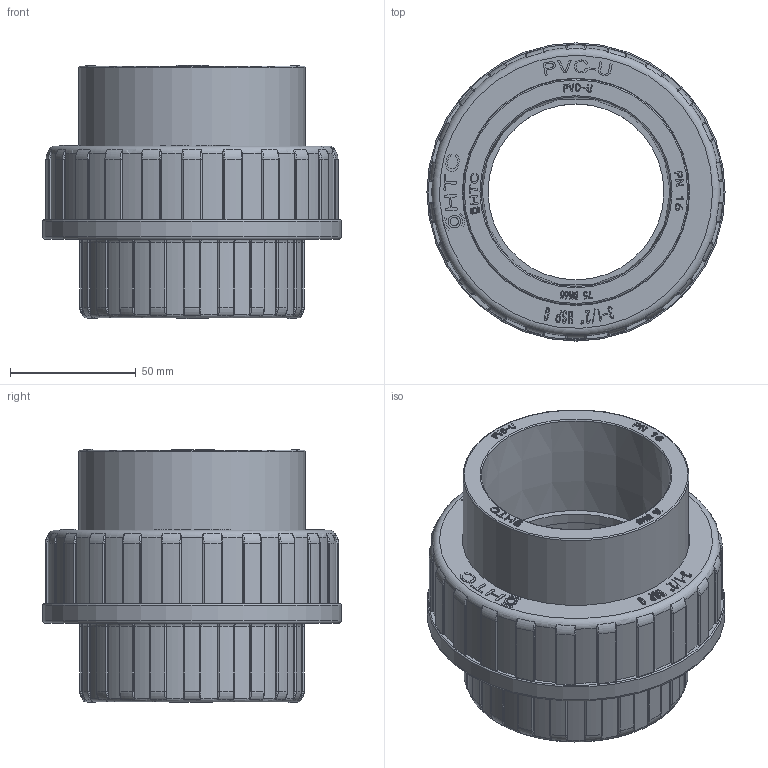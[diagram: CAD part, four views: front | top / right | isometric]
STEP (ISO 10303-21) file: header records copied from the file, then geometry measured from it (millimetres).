
FILE_DESCRIPTION(/* description */ (''),/* implementation_level */ '2;1');
FILE_NAME(/* name */ '75V型活接24.2.19-1.stp',/* time_stamp */ '2024-02-19T08:32:09+08:00',/* author */ (''),/* organization */ (''),/* preprocessor_version */ 'ST-DEVELOPER v16',/* originating_system */ 'SIEMENS PLM Software NX 10.0',/* authorisation */ '');
FILE_SCHEMA (('AUTOMOTIVE_DESIGN { 1 0 10303 214 3 1 1 1 }'));
Length unit declared in the file: millimetre
Products named in the file (1): gelv17B0BB4E2tkz
Bounding box: 118.7 x 118.7 x 100.8 mm (x, y, z)
Volume: 226686.2 mm3; surface area: 117601.6 mm2
Topology: 3 solids, 4 shells, 2748 faces, 7745 edges, 5094 vertices
Faces by surface type: plane 2235, cylinder 259, torus 134, bspline 88, extrusion 30, cone 2
Full cylindrical faces by diameter (mm): 1.56 x2, 2.34 x2, 3.32 x1, 4.98 x1, 70 x2, 80 x2, 90 x3, 90.5 x1, 96 x1, 97 x1, 97.372 x8, 100.33 x11, 118.7 x1
Entity records: 96653 total; most frequent: CARTESIAN_POINT 27020, ORIENTED_EDGE 15286, DIRECTION 13029, EDGE_CURVE 7643, VECTOR 6557, LINE 6527, VERTEX_POINT 5045, AXIS2_PLACEMENT_3D 3236
